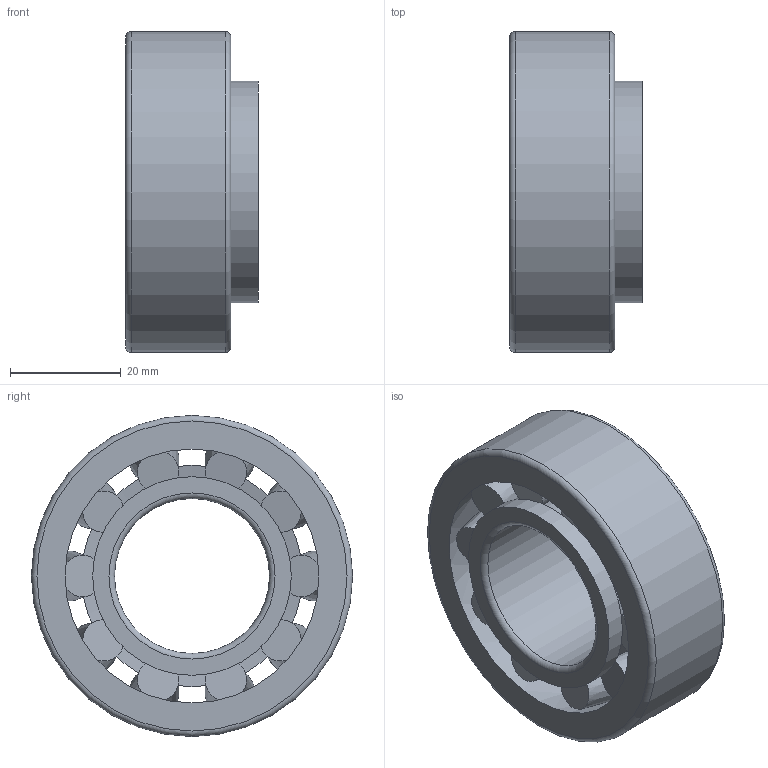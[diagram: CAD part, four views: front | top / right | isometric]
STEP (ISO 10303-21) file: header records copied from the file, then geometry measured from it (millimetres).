
FILE_DESCRIPTION(('STEP AP242'), '1');
FILE_NAME('栖闉罻', '', ('UNSPECIFIED'), ('UNSPECIFIED'), 'C3D Converter', 'C3D Toolkit', '');
FILE_SCHEMA(('AP242_MANAGED_MODEL_BASED_3D_ENGINEERING_MIM_LF { 1 0 10303 442 1 1 4 }'));
Length unit declared in the file: millimetre
Assembly tree (13 placements, depth 3):
  (unnamed)
    (unnamed)
      (unnamed)
      (unnamed)  x10
      (unnamed)
Bounding box: 24 x 58 x 58 mm (x, y, z)
Volume: 29602.4 mm3; surface area: 18753.4 mm2
Topology: 12 solids, 12 shells, 46 faces, 58 edges, 36 vertices
Faces by surface type: plane 24, cone 14, cylinder 4, torus 4
Full cylindrical faces by diameter (mm): 28 x1, 35.875 x1, 40.009 x1, 58 x1
Entity records: 883 total; most frequent: DIRECTION 102, CARTESIAN_POINT 69, AXIS2_PLACEMENT_3D 51, DATE_AND_TIME 36, CALENDAR_DATE 36, LOCAL_TIME 36, COORDINATED_UNIVERSAL_TIME_OFFSET 36, EDGE_LOOP 36
